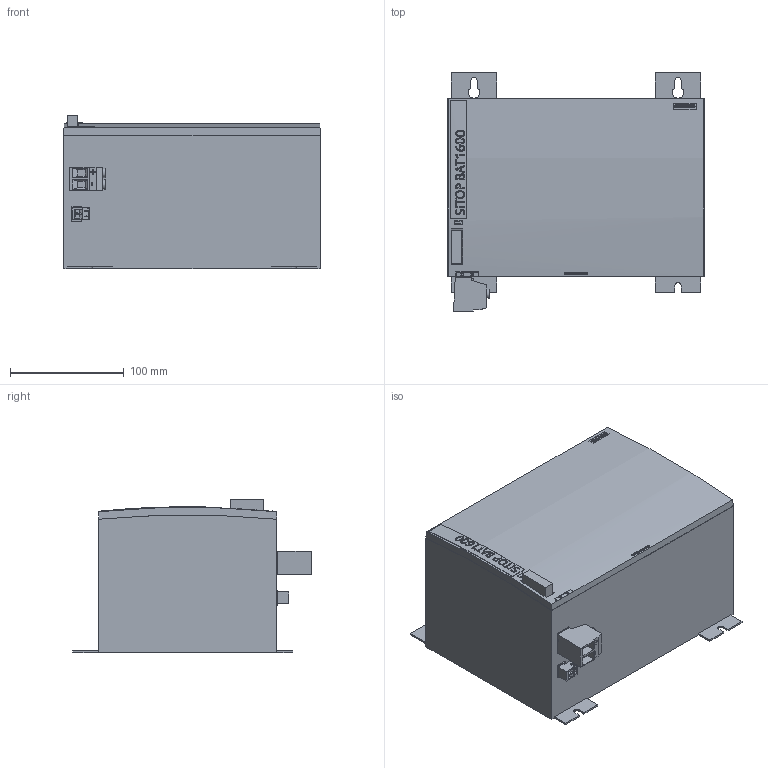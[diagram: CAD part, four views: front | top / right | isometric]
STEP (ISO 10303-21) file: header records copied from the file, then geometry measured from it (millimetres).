
FILE_DESCRIPTION(/* description */ (''),/* implementation_level */ '2;1');
FILE_NAME(/* name */ '6EP4135-0GE00-0AY0_3d.stp',/* time_stamp */ '2025-12-19T11:27:00+02:00',/* author */ (''),/* organization */ (''),/* preprocessor_version */ 'ST-DEVELOPER v20',/* originating_system */ 'SIEMENS PLM Software NX2406.3002',/* authorisation */ '');
FILE_SCHEMA (('AUTOMOTIVE_DESIGN { 1 0 10303 214 3 1 1 1 }'));
Length unit declared in the file: millimetre
Products named in the file (1): A5E55465704T_RS-AA_001_1-6EP4135-0GE00-0AY0-low
Bounding box: 225.04 x 209.54 x 134.39 mm (x, y, z)
Volume: 4452633 mm3; surface area: 264766.9 mm2
Topology: 33 solids, 34 shells, 833 faces, 2143 edges, 1432 vertices
Faces by surface type: plane 551, extrusion 173, cylinder 107, cone 2
Full cylindrical faces by diameter (mm): 0.6 x1, 3.783 x2, 4 x2, 6.3 x2, 8.3 x2
Entity records: 33889 total; most frequent: CARTESIAN_POINT 10785, ORIENTED_EDGE 4250, DIRECTION 3643, EDGE_CURVE 2125, VECTOR 1453, VERTEX_POINT 1425, LINE 1280, AXIS2_PLACEMENT_3D 1095
